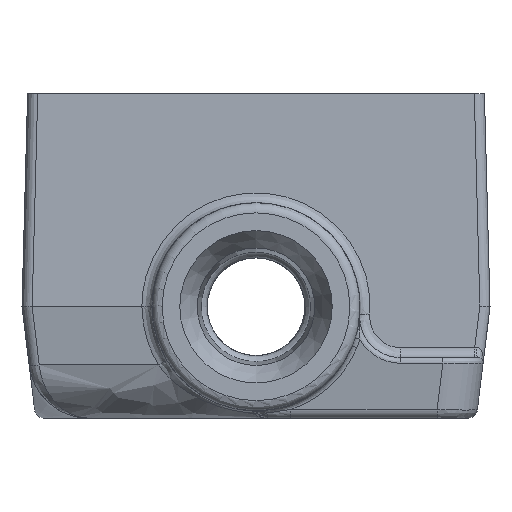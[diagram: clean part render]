
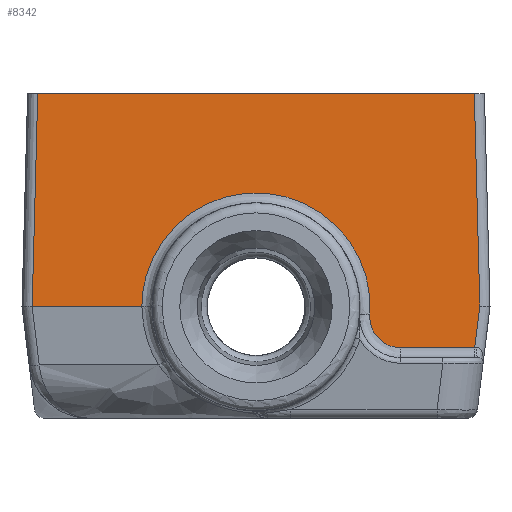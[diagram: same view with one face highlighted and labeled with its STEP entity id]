
A CAD part, front view. The second image highlights one B-rep face of the part: STEP entity #8342.
In plain terms, the highlighted planar face has unit normal (0, -1, 0.026).
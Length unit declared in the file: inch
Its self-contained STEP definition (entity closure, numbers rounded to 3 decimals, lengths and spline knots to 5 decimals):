
#208=ELLIPSE('',#8931,0.18756,0.1875);
#209=ELLIPSE('',#8932,0.70324,0.703);
#787=FACE_OUTER_BOUND('',#1261,.T.);
#1261=EDGE_LOOP('',(#6505,#6506,#6507,#6508,#6509,#6510,#6511,#6512));
#1989=LINE('',#13379,#2875);
#2028=LINE('',#13466,#2914);
#2029=LINE('',#13468,#2915);
#2030=LINE('',#13469,#2916);
#2031=LINE('',#13471,#2917);
#2032=LINE('',#13473,#2918);
#2875=VECTOR('',#10173,2.68754);
#2914=VECTOR('',#10238,0.45825);
#2915=VECTOR('',#10239,0.25829);
#2916=VECTOR('',#10240,1.30875);
#2917=VECTOR('',#10241,1.3134);
#2918=VECTOR('',#10242,0.67514);
#3743=VERTEX_POINT('',#13377);
#3744=VERTEX_POINT('',#13378);
#3777=VERTEX_POINT('',#13462);
#3778=VERTEX_POINT('',#13463);
#3779=VERTEX_POINT('',#13465);
#3780=VERTEX_POINT('',#13467);
#3781=VERTEX_POINT('',#13470);
#3782=VERTEX_POINT('',#13472);
#4725=EDGE_CURVE('',#3743,#3744,#1989,.T.);
#4772=EDGE_CURVE('',#3777,#3778,#208,.T.);
#4773=EDGE_CURVE('',#3778,#3779,#2028,.F.);
#4774=EDGE_CURVE('',#3779,#3780,#2029,.F.);
#4775=EDGE_CURVE('',#3780,#3743,#2030,.F.);
#4776=EDGE_CURVE('',#3744,#3781,#2031,.T.);
#4777=EDGE_CURVE('',#3781,#3782,#2032,.T.);
#4778=EDGE_CURVE('',#3782,#3777,#209,.F.);
#6505=ORIENTED_EDGE('',*,*,#4772,.T.);
#6506=ORIENTED_EDGE('',*,*,#4773,.T.);
#6507=ORIENTED_EDGE('',*,*,#4774,.T.);
#6508=ORIENTED_EDGE('',*,*,#4775,.T.);
#6509=ORIENTED_EDGE('',*,*,#4725,.T.);
#6510=ORIENTED_EDGE('',*,*,#4776,.T.);
#6511=ORIENTED_EDGE('',*,*,#4777,.T.);
#6512=ORIENTED_EDGE('',*,*,#4778,.T.);
#7994=PLANE('',#8930);
#8342=ADVANCED_FACE('',(#787),#7994,.T.);
#8930=AXIS2_PLACEMENT_3D('',#13461,#10234,#10235);
#8931=AXIS2_PLACEMENT_3D('',#13464,#10236,#10237);
#8932=AXIS2_PLACEMENT_3D('',#13474,#10243,#10244);
#10173=DIRECTION('',(-1.,0.,0.));
#10234=DIRECTION('center_axis',(0.,-1.,
0.026));
#10235=DIRECTION('ref_axis',(0.,-0.026,-1.));
#10236=DIRECTION('center_axis',(0.,-1.,
0.026));
#10237=DIRECTION('ref_axis',(0.,0.026,1.));
#10238=DIRECTION('',(-1.,0.,0.));
#10239=DIRECTION('',(-0.122,-0.026,-0.992));
#10240=DIRECTION('',(0.026,-0.026,-0.999));
#10241=DIRECTION('',(-0.026,-0.026,-0.999));
#10242=DIRECTION('',(1.,0.,0.));
#10243=DIRECTION('center_axis',(0.,-1.,
0.026));
#10244=DIRECTION('ref_axis',(0.,0.026,1.));
#13377=CARTESIAN_POINT('',(1.34377,-2.28125,2.));
#13378=CARTESIAN_POINT('',(-1.34377,-2.28125,2.));
#13379=CARTESIAN_POINT('',(1.34377,-2.28125,2.));
#13461=CARTESIAN_POINT('Origin',(-1.40625,-2.28125,2.));
#13462=CARTESIAN_POINT('',(0.70127,-2.31695,0.63652));
#13463=CARTESIAN_POINT('',(0.8883,-2.32221,0.43586));
#13464=CARTESIAN_POINT('Origin',(0.8883,-2.3173,0.62336));
#13465=CARTESIAN_POINT('',(1.34655,-2.32221,0.43586));
#13466=CARTESIAN_POINT('',(1.34655,-2.32221,0.43586));
#13467=CARTESIAN_POINT('',(1.37802,-2.3155,0.69214));
#13468=CARTESIAN_POINT('',(1.37802,-2.3155,0.69214));
#13469=CARTESIAN_POINT('',(1.34377,-2.28125,2.));
#13470=CARTESIAN_POINT('',(-1.37814,-2.31562,0.6875));
#13471=CARTESIAN_POINT('',(-1.34377,-2.28125,2.));
#13472=CARTESIAN_POINT('',(-0.703,-2.31562,0.6875));
#13473=CARTESIAN_POINT('',(-1.37814,-2.31562,0.6875));
#13474=CARTESIAN_POINT('Origin',(0.,-2.31566,
0.68586));
